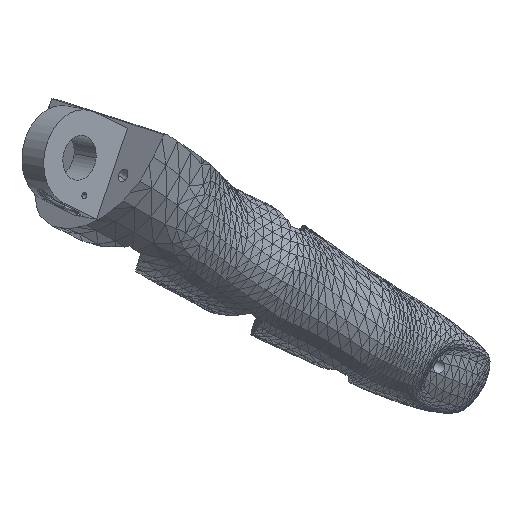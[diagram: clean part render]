
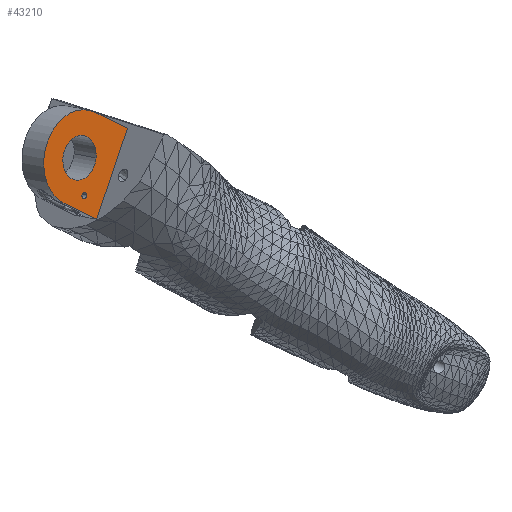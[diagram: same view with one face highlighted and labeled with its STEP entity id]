
A CAD part, top view. The second image highlights one B-rep face of the part: STEP entity #43210.
In plain terms, the highlighted planar face has unit normal (0.677, -0.126, 0.725).
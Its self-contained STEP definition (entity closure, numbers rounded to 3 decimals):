
#12932=CARTESIAN_POINT('',(99.419,-78.959,
-71.655));
#12933=DIRECTION('',(-0.677,0.126,-0.725));
#12934=DIRECTION('',(-0.318,-0.938,0.134));
#12935=AXIS2_PLACEMENT_3D('',#12932,#12933,#12934);
#13256=CARTESIAN_POINT('',(99.419,-78.959,
-71.655));
#13257=DIRECTION('',(-0.677,0.126,-0.725));
#13258=DIRECTION('',(0.731,0.,-0.683));
#13259=AXIS2_PLACEMENT_3D('',#13256,#13257,#13258);
#13261=CARTESIAN_POINT('',(99.419,-78.959,
-71.655));
#13262=DIRECTION('',(-0.677,0.126,-0.725));
#13263=DIRECTION('',(-0.731,0.,0.683));
#13264=AXIS2_PLACEMENT_3D('',#13261,#13262,#13263);
#13266=DIRECTION('',(-0.663,0.321,0.676));
#13267=VECTOR('',#13266,7.564);
#13268=CARTESIAN_POINT('',(106.825,-74.352,
-77.77));
#13269=LINE('',#13268,#13267);
#13270=DIRECTION('',(0.318,0.938,-0.134));
#13271=VECTOR('',#13270,15.);
#13272=CARTESIAN_POINT('',(102.05,-88.429,
-75.762));
#13273=LINE('',#13272,#13271);
#13274=DIRECTION('',(0.663,-0.321,-0.676));
#13275=VECTOR('',#13274,7.564);
#13276=CARTESIAN_POINT('',(97.032,-85.998,
-70.651));
#13277=LINE('',#13276,#13275);
#13278=CARTESIAN_POINT('',(100.155,-84.754,
-73.352));
#13279=DIRECTION('',(-0.677,0.126,-0.725));
#13280=DIRECTION('',(0.736,0.116,-0.667));
#13281=AXIS2_PLACEMENT_3D('',#13278,#13279,#13280);
#13283=CARTESIAN_POINT('',(100.155,-84.754,
-73.352));
#13284=DIRECTION('',(-0.677,0.126,-0.725));
#13285=DIRECTION('',(-0.736,-0.116,0.667));
#13286=AXIS2_PLACEMENT_3D('',#13283,#13284,#13285);
#15908=CARTESIAN_POINT('',(102.05,-88.429,
-75.762));
#15910=VERTEX_POINT('',#15908);
#15918=CARTESIAN_POINT('',(106.825,-74.352,
-77.77));
#15919=VERTEX_POINT('',#15918);
#15928=CARTESIAN_POINT('',(97.032,-85.998,
-70.651));
#15929=VERTEX_POINT('',#15928);
#15938=CARTESIAN_POINT('',(101.806,-71.921,
-72.659));
#15939=VERTEX_POINT('',#15938);
#15944=CARTESIAN_POINT('',(101.977,-78.959,
-74.044));
#15945=CARTESIAN_POINT('',(96.861,-78.959,
-69.266));
#15946=VERTEX_POINT('',#15944);
#15947=VERTEX_POINT('',#15945);
#16021=CARTESIAN_POINT('',(100.523,-84.696,
-73.685));
#16022=CARTESIAN_POINT('',(99.787,-84.812,
-73.018));
#16023=VERTEX_POINT('',#16021);
#16024=VERTEX_POINT('',#16022);
#43190=CARTESIAN_POINT('',(99.419,-78.959,
-71.655));
#43191=DIRECTION('',(0.677,-0.126,0.725));
#43192=DIRECTION('',(0.731,0.,-0.683));
#43193=AXIS2_PLACEMENT_3D('',#43190,#43191,#43192);
#43194=PLANE('',#43193);
#43195=ORIENTED_EDGE('',*,*,#42612,.T.);
#43197=ORIENTED_EDGE('',*,*,#43196,.F.);
#43198=ORIENTED_EDGE('',*,*,#41692,.F.);
#43199=ORIENTED_EDGE('',*,*,#42382,.F.);
#43200=EDGE_LOOP('',(#43195,#43197,#43198,#43199));
#43201=FACE_OUTER_BOUND('',#43200,.F.);
#43202=ORIENTED_EDGE('',*,*,#43184,.F.);
#43203=ORIENTED_EDGE('',*,*,#43170,.F.);
#43204=EDGE_LOOP('',(#43202,#43203));
#43205=FACE_BOUND('',#43204,.F.);
#43206=ORIENTED_EDGE('',*,*,#43099,.F.);
#43207=ORIENTED_EDGE('',*,*,#43131,.F.);
#43208=EDGE_LOOP('',(#43206,#43207));
#43209=FACE_BOUND('',#43208,.F.);
#43210=ADVANCED_FACE('',(#43201,#43205,#43209),#43194,.T.);
#12936=CIRCLE('',#12935,7.5);
#13260=CIRCLE('',#13259,3.5);
#13265=CIRCLE('',#13264,3.5);
#13282=CIRCLE('',#13281,0.5);
#13287=CIRCLE('',#13286,0.5);
#41692=EDGE_CURVE('',#15910,#15919,#13273,.T.);
#42382=EDGE_CURVE('',#15929,#15910,#13277,.T.);
#42612=EDGE_CURVE('',#15929,#15939,#12936,.T.);
#43099=EDGE_CURVE('',#16023,#16024,#13282,.T.);
#43131=EDGE_CURVE('',#16024,#16023,#13287,.T.);
#43170=EDGE_CURVE('',#15947,#15946,#13265,.T.);
#43184=EDGE_CURVE('',#15946,#15947,#13260,.T.);
#43196=EDGE_CURVE('',#15919,#15939,#13269,.T.);
